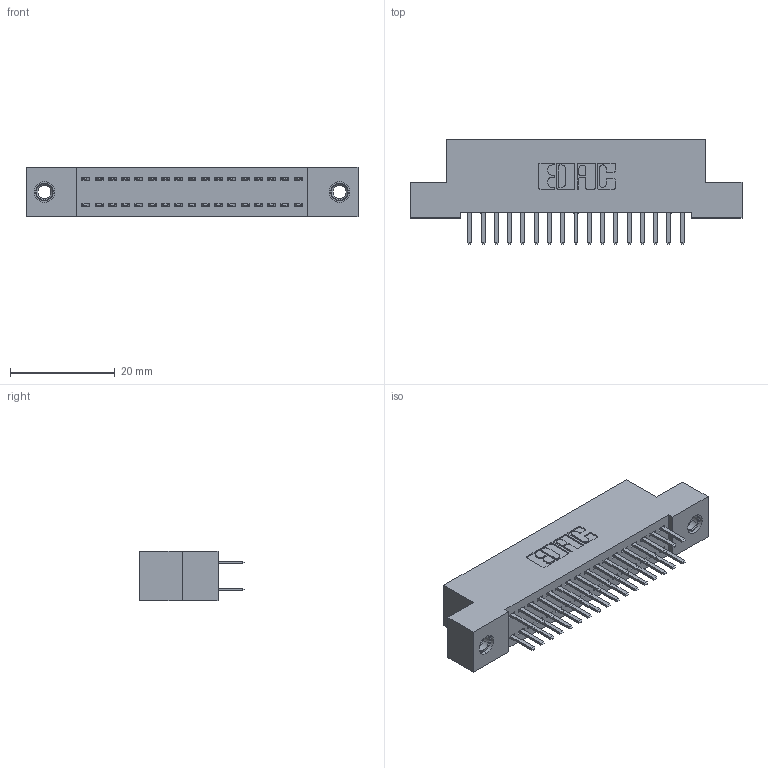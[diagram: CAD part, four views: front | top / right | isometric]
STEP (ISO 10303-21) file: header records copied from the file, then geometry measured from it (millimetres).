
FILE_DESCRIPTION (( 'STEP AP203' ), '1' );
FILE_NAME ('342-034-520-207.STEP', '2018-08-11T18:11:47', ( '' ), ( '' ), 'SwSTEP 2.0', 'SolidWorks 2016', '' );
FILE_SCHEMA (( 'CONFIG_CONTROL_DESIGN' ));
Length unit declared in the file: inch
Products named in the file (4): 345-250-001_345-250-005-103; 342-034-520-207; 342 Part_TI; 345-292-001_345-293-120
Assembly tree (37 placements, depth 2):
  342-034-520-207
    342 Part_TI
    345-292-001_345-293-120  x34
    345-250-001_345-250-005-103  x2
Bounding box: 63.5 x 20.02 x 9.4 mm (x, y, z)
Volume: 5559.5 mm3; surface area: 8424 mm2
Topology: 37 solids, 37 shells, 2074 faces, 5977 edges, 3886 vertices
Faces by surface type: plane 1390, cylinder 668, cone 12, torus 4
Entity records: 15338 total; most frequent: CARTESIAN_POINT 2565, ORIENTED_EDGE 2482, DIRECTION 2255, EDGE_CURVE 1241, LINE 1089, VECTOR 1089, VERTEX_POINT 820, AXIS2_PLACEMENT_3D 583
